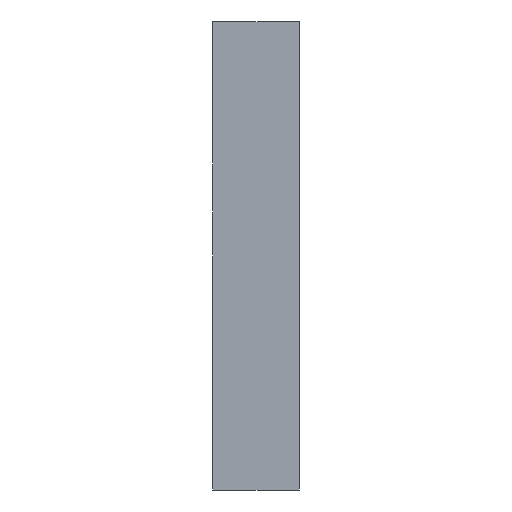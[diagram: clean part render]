
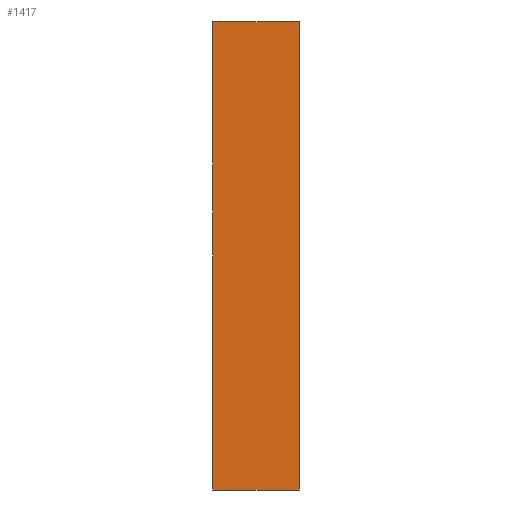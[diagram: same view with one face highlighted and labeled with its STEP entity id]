
A CAD part, left-side view. The second image highlights one B-rep face of the part: STEP entity #1417.
In plain terms, the highlighted planar face has unit normal (-1, 0, 0).
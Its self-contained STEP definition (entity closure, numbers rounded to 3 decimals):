
#126=FACE_OUTER_BOUND('',#205,.T.);
#205=EDGE_LOOP('',(#1277,#1278,#1279,#1280));
#293=LINE('',#2043,#434);
#376=LINE('',#2414,#517);
#389=LINE('',#2466,#530);
#390=LINE('',#2468,#531);
#434=VECTOR('',#1636,10.);
#517=VECTOR('',#1877,10.);
#530=VECTOR('',#1924,10.);
#531=VECTOR('',#1927,10.);
#577=VERTEX_POINT('',#2040);
#578=VERTEX_POINT('',#2042);
#658=VERTEX_POINT('',#2411);
#659=VERTEX_POINT('',#2413);
#719=EDGE_CURVE('',#577,#578,#293,.T.);
#850=EDGE_CURVE('',#658,#659,#376,.T.);
#869=EDGE_CURVE('',#659,#577,#389,.T.);
#870=EDGE_CURVE('',#578,#658,#390,.T.);
#1277=ORIENTED_EDGE('',*,*,#719,.F.);
#1278=ORIENTED_EDGE('',*,*,#869,.F.);
#1279=ORIENTED_EDGE('',*,*,#850,.F.);
#1280=ORIENTED_EDGE('',*,*,#870,.F.);
#1342=PLANE('',#1550);
#1417=ADVANCED_FACE('',(#126),#1342,.F.);
#1550=AXIS2_PLACEMENT_3D('',#2470,#1930,#1931);
#1636=DIRECTION('',(0.,0.,-1.));
#1877=DIRECTION('',(0.,0.,1.));
#1924=DIRECTION('',(0.,-1.,0.));
#1927=DIRECTION('',(0.,1.,0.));
#1930=DIRECTION('center_axis',(1.,0.,0.));
#1931=DIRECTION('ref_axis',(0.,1.,0.));
#2040=CARTESIAN_POINT('',(-42.57,1.825,11.252));
#2042=CARTESIAN_POINT('',(-42.57,1.825,-4.652));
#2043=CARTESIAN_POINT('',(-42.57,1.825,11.252));
#2411=CARTESIAN_POINT('',(-42.57,4.775,-4.652));
#2413=CARTESIAN_POINT('',(-42.57,4.775,11.252));
#2414=CARTESIAN_POINT('',(-42.57,4.775,-4.652));
#2466=CARTESIAN_POINT('',(-42.57,4.775,11.252));
#2468=CARTESIAN_POINT('',(-42.57,1.825,-4.652));
#2470=CARTESIAN_POINT('Origin',(-42.57,3.3,3.3));
